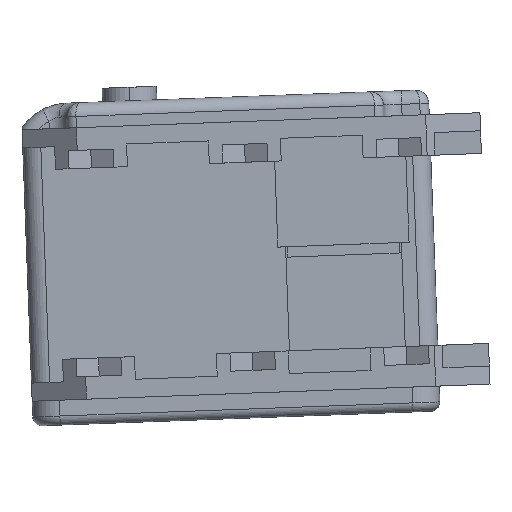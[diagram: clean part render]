
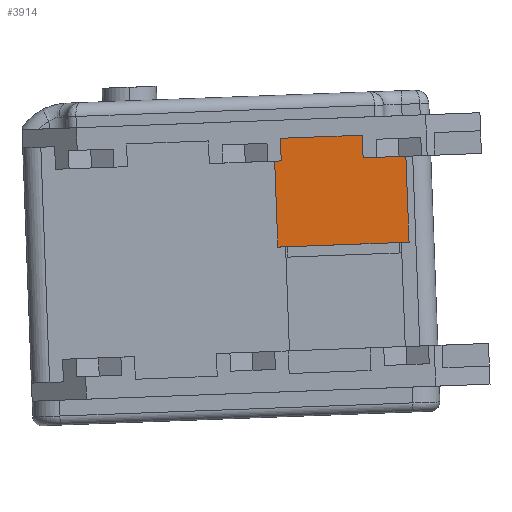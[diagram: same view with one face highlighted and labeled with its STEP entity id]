
A CAD part, front view. The second image highlights one B-rep face of the part: STEP entity #3914.
In plain terms, the highlighted planar face has unit normal (0, -1, 0).
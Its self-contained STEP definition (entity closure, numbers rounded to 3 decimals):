
#97 = ORIENTED_EDGE ( 'NONE', *, *, #3323, .F. ) ;
#154 = VERTEX_POINT ( 'NONE', #10643 ) ;
#199 = CARTESIAN_POINT ( 'NONE',  ( 44.04, 59.11, 12.216 ) ) ;
#246 = EDGE_CURVE ( 'NONE', #6625, #4578, #10114, .T. ) ;
#472 = EDGE_CURVE ( 'NONE', #2568, #4578, #7389, .T. ) ;
#524 = LINE ( 'NONE', #9598, #9764 ) ;
#655 = CARTESIAN_POINT ( 'NONE',  ( 44.672, 59.11, 14.741 ) ) ;
#784 = VERTEX_POINT ( 'NONE', #3882 ) ;
#880 = CARTESIAN_POINT ( 'NONE',  ( 58.884, 59.11, 3.262 ) ) ;
#965 = ORIENTED_EDGE ( 'NONE', *, *, #472, .T. ) ;
#1276 = EDGE_CURVE ( 'NONE', #784, #3907, #10771, .T. ) ;
#1292 = VECTOR ( 'NONE', #8561, 1000. ) ;
#1374 = DIRECTION ( 'NONE',  ( 0.037, 0., -0.999 ) ) ;
#1465 = VECTOR ( 'NONE', #6992, 1000. ) ;
#1761 = VECTOR ( 'NONE', #2278, 1000. ) ;
#1794 = DIRECTION ( 'NONE',  ( -0.037, 0., 0.999 ) ) ;
#1869 = ORIENTED_EDGE ( 'NONE', *, *, #9211, .T. ) ;
#2056 = VERTEX_POINT ( 'NONE', #6567 ) ;
#2238 = VECTOR ( 'NONE', #5427, 1000. ) ;
#2278 = DIRECTION ( 'NONE',  ( 0.999, 0., 0.037 ) ) ;
#2568 = VERTEX_POINT ( 'NONE', #7018 ) ;
#2911 = CARTESIAN_POINT ( 'NONE',  ( 55.307, 59.11, 12.635 ) ) ;
#3087 = CARTESIAN_POINT ( 'NONE',  ( 44.765, 59.11, 12.243 ) ) ;
#3131 = CARTESIAN_POINT ( 'NONE',  ( 44.394, 59.11, 2.722 ) ) ;
#3323 = EDGE_CURVE ( 'NONE', #2568, #6852, #4164, .T. ) ;
#3361 = CARTESIAN_POINT ( 'NONE',  ( 44.765, 59.11, 12.243 ) ) ;
#3705 = EDGE_CURVE ( 'NONE', #154, #6852, #11228, .T. ) ;
#3882 = CARTESIAN_POINT ( 'NONE',  ( 44.04, 59.11, 12.216 ) ) ;
#3907 = VERTEX_POINT ( 'NONE', #3087 ) ;
#3914 = ADVANCED_FACE ( 'NONE', ( #4282 ), #6582, .T. ) ;
#3977 = EDGE_CURVE ( 'NONE', #6625, #3907, #9983, .T. ) ;
#4011 = DIRECTION ( 'NONE',  ( 0., -1., 0. ) ) ;
#4164 = LINE ( 'NONE', #9033, #5661 ) ;
#4274 = ORIENTED_EDGE ( 'NONE', *, *, #246, .F. ) ;
#4282 = FACE_OUTER_BOUND ( 'NONE', #9733, .T. ) ;
#4395 = CARTESIAN_POINT ( 'NONE',  ( 28.208, 59.11, 14.128 ) ) ;
#4578 = VERTEX_POINT ( 'NONE', #10205 ) ;
#4716 = CARTESIAN_POINT ( 'NONE',  ( 44.394, 59.11, 2.722 ) ) ;
#4829 = ORIENTED_EDGE ( 'NONE', *, *, #10128, .F. ) ;
#5090 = ORIENTED_EDGE ( 'NONE', *, *, #3705, .T. ) ;
#5427 = DIRECTION ( 'NONE',  ( -0.037, 0., 0.999 ) ) ;
#5661 = VECTOR ( 'NONE', #9104, 1000. ) ;
#5898 = VECTOR ( 'NONE', #7799, 1000. ) ;
#6567 = CARTESIAN_POINT ( 'NONE',  ( 44.394, 59.11, 2.722 ) ) ;
#6582 = PLANE ( 'NONE',  #7861 ) ;
#6625 = VERTEX_POINT ( 'NONE', #655 ) ;
#6852 = VERTEX_POINT ( 'NONE', #2911 ) ;
#6884 = LINE ( 'NONE', #9575, #1465 ) ;
#6992 = DIRECTION ( 'NONE',  ( -0.037, 0., 0.999 ) ) ;
#7018 = CARTESIAN_POINT ( 'NONE',  ( 53.809, 59.11, 12.579 ) ) ;
#7151 = CARTESIAN_POINT ( 'NONE',  ( 53.809, 59.11, 12.579 ) ) ;
#7250 = CARTESIAN_POINT ( 'NONE',  ( 28.301, 59.11, 11.629 ) ) ;
#7389 = LINE ( 'NONE', #7151, #2238 ) ;
#7550 = VECTOR ( 'NONE', #8025, 1000. ) ;
#7799 = DIRECTION ( 'NONE',  ( 0.999, 0., 0.037 ) ) ;
#7861 = AXIS2_PLACEMENT_3D ( 'NONE', #3131, #4011, #1374 ) ;
#7866 = LINE ( 'NONE', #4716, #1761 ) ;
#8025 = DIRECTION ( 'NONE',  ( -0.999, 0., -0.037 ) ) ;
#8331 = ORIENTED_EDGE ( 'NONE', *, *, #3977, .T. ) ;
#8561 = DIRECTION ( 'NONE',  ( 0.037, 0., -0.999 ) ) ;
#9001 = DIRECTION ( 'NONE',  ( 0.999, 0., 0.037 ) ) ;
#9033 = CARTESIAN_POINT ( 'NONE',  ( 28.301, 59.11, 11.629 ) ) ;
#9104 = DIRECTION ( 'NONE',  ( 0.999, 0., 0.037 ) ) ;
#9211 = EDGE_CURVE ( 'NONE', #2056, #11205, #7866, .T. ) ;
#9419 = ORIENTED_EDGE ( 'NONE', *, *, #1276, .F. ) ;
#9575 = CARTESIAN_POINT ( 'NONE',  ( 58.884, 59.11, 3.262 ) ) ;
#9598 = CARTESIAN_POINT ( 'NONE',  ( 44.394, 59.11, 2.722 ) ) ;
#9733 = EDGE_LOOP ( 'NONE', ( #10262, #5090, #97, #965, #4274, #8331, #9419, #4829, #1869 ) ) ;
#9764 = VECTOR ( 'NONE', #1794, 1000. ) ;
#9983 = LINE ( 'NONE', #3361, #1292 ) ;
#10114 = LINE ( 'NONE', #4395, #5898 ) ;
#10128 = EDGE_CURVE ( 'NONE', #2056, #784, #524, .T. ) ;
#10205 = CARTESIAN_POINT ( 'NONE',  ( 53.715, 59.11, 15.078 ) ) ;
#10262 = ORIENTED_EDGE ( 'NONE', *, *, #11120, .T. ) ;
#10481 = VECTOR ( 'NONE', #9001, 1000. ) ;
#10643 = CARTESIAN_POINT ( 'NONE',  ( 58.53, 59.11, 12.755 ) ) ;
#10771 = LINE ( 'NONE', #7250, #10481 ) ;
#11120 = EDGE_CURVE ( 'NONE', #11205, #154, #6884, .T. ) ;
#11205 = VERTEX_POINT ( 'NONE', #880 ) ;
#11228 = LINE ( 'NONE', #199, #7550 ) ;
